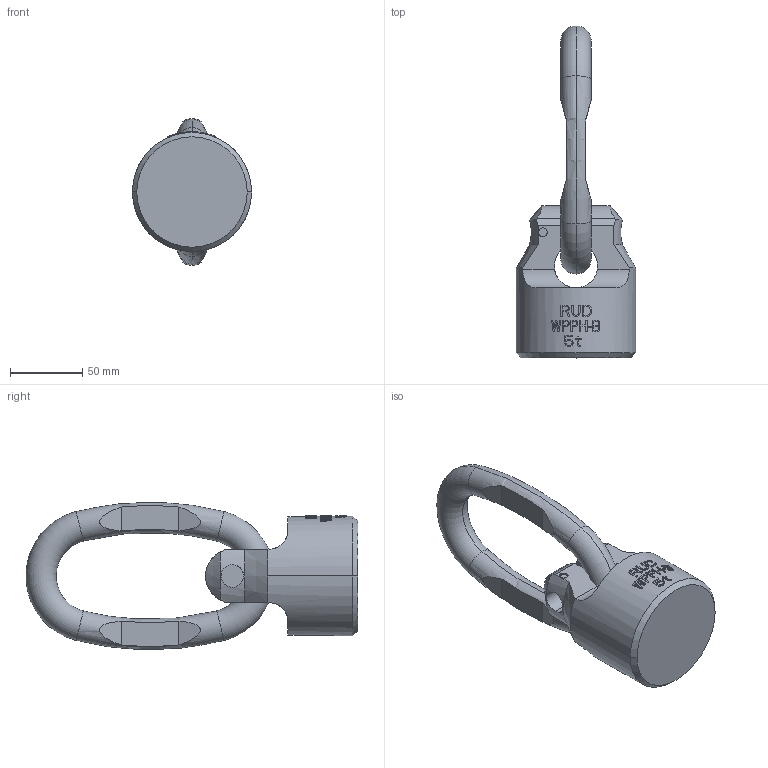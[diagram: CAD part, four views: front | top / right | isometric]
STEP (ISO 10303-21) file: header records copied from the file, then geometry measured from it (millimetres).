
FILE_DESCRIPTION((''),'2;1');
FILE_NAME('001-M31444-P13_ASM','2004-10-11T',('Haas'),(''),'PRO/ENGINEER BY PARAMETRIC TECHNOLOGY CORPORATION, 2003450','PRO/ENGINEER BY PARAMETRIC TECHNOLOGY CORPORATION, 2003450','');
FILE_SCHEMA(('CONFIG_CONTROL_DESIGN'));
Length unit declared in the file: millimetre
Products named in the file (3): 001-M31444-022; 001-M31290-004; 001-M31444-P13_ASM
Assembly tree (2 placements, depth 2):
  001-M31444-P13_ASM
    001-M31444-022
    001-M31290-004
Bounding box: 82.5 x 229.89 x 101.63 mm (x, y, z)
Volume: 477696.2 mm3; surface area: 60742.4 mm2
Topology: 2 solids, 2 shells, 334 faces, 909 edges, 602 vertices
Faces by surface type: plane 282, cylinder 38, torus 8, cone 6
Entity records: 11081 total; most frequent: CARTESIAN_POINT 3041, ORIENTED_EDGE 1818, DIRECTION 1415, EDGE_CURVE 909, VERTEX_POINT 602, AXIS2_PLACEMENT_3D 503, VECTOR 409, LINE 409
